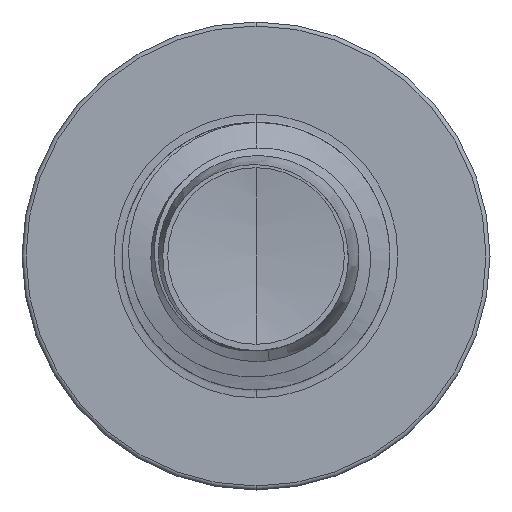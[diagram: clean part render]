
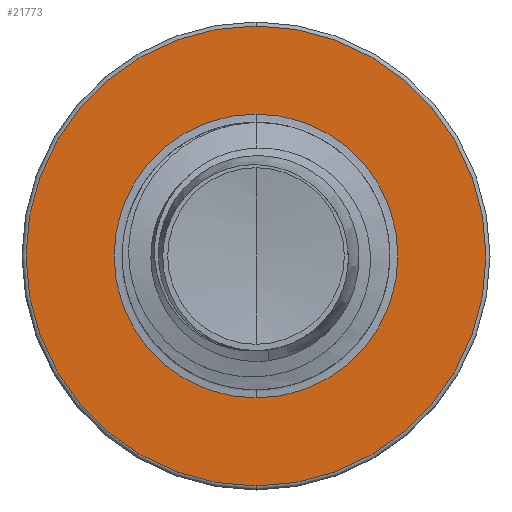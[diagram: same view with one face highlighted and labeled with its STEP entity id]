
A CAD part, front view. The second image highlights one B-rep face of the part: STEP entity #21773.
In plain terms, the highlighted planar face has unit normal (0, -1, 0).
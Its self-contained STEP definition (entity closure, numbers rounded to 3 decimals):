
#178 = ORIENTED_EDGE ( 'NONE', *, *, #2410, .T. ) ;
#847 = AXIS2_PLACEMENT_3D ( 'NONE', #7433, #20872, #9371 ) ;
#1683 = DIRECTION ( 'NONE',  ( 0., 0., 1. ) ) ;
#2410 = EDGE_CURVE ( 'NONE', #5043, #21672, #18452, .T. ) ;
#2479 = AXIS2_PLACEMENT_3D ( 'NONE', #21467, #20807, #21389 ) ;
#2693 = VERTEX_POINT ( 'NONE', #16909 ) ;
#3863 = PLANE ( 'NONE',  #17232 ) ;
#3950 = CIRCLE ( 'NONE', #2479, 5.16 ) ;
#4296 = CARTESIAN_POINT ( 'NONE',  ( 0., 16., -5.16 ) ) ;
#4339 = VERTEX_POINT ( 'NONE', #4296 ) ;
#4815 = CIRCLE ( 'NONE', #847, 5.16 ) ;
#5043 = VERTEX_POINT ( 'NONE', #8559 ) ;
#5242 = EDGE_CURVE ( 'NONE', #4339, #2693, #3950, .T. ) ;
#5431 = DIRECTION ( 'NONE',  ( 0., 1., 0. ) ) ;
#5437 = AXIS2_PLACEMENT_3D ( 'NONE', #7285, #5431, #1683 ) ;
#6863 = EDGE_CURVE ( 'NONE', #21672, #5043, #22726, .T. ) ;
#7285 = CARTESIAN_POINT ( 'NONE',  ( 0., 16., 0. ) ) ;
#7433 = CARTESIAN_POINT ( 'NONE',  ( 0., 16., 0. ) ) ;
#8559 = CARTESIAN_POINT ( 'NONE',  ( 0., 16., 3.186 ) ) ;
#9128 = CARTESIAN_POINT ( 'NONE',  ( 0., 16., -3.186 ) ) ;
#9371 = DIRECTION ( 'NONE',  ( 0., 0., 1. ) ) ;
#9540 = CARTESIAN_POINT ( 'NONE',  ( 0., 16., -3.186 ) ) ;
#9722 = EDGE_LOOP ( 'NONE', ( #17935, #13135 ) ) ;
#11474 = DIRECTION ( 'NONE',  ( 0., 1., 0. ) ) ;
#13135 = ORIENTED_EDGE ( 'NONE', *, *, #5242, .F. ) ;
#14603 = DIRECTION ( 'NONE',  ( 0., 0., 1. ) ) ;
#16909 = CARTESIAN_POINT ( 'NONE',  ( 0., 16., 5.16 ) ) ;
#17187 = ORIENTED_EDGE ( 'NONE', *, *, #6863, .T. ) ;
#17232 = AXIS2_PLACEMENT_3D ( 'NONE', #9540, #11474, #17348 ) ;
#17348 = DIRECTION ( 'NONE',  ( 0., 0., 1. ) ) ;
#17935 = ORIENTED_EDGE ( 'NONE', *, *, #24659, .F. ) ;
#17967 = DIRECTION ( 'NONE',  ( 0., 1., 0. ) ) ;
#18102 = FACE_BOUND ( 'NONE', #24218, .T. ) ;
#18146 = FACE_OUTER_BOUND ( 'NONE', #9722, .T. ) ;
#18452 = CIRCLE ( 'NONE', #5437, 3.186 ) ;
#19430 = CARTESIAN_POINT ( 'NONE',  ( 0., 16., 0. ) ) ;
#20807 = DIRECTION ( 'NONE',  ( 0., 1., 0. ) ) ;
#20872 = DIRECTION ( 'NONE',  ( 0., 1., 0. ) ) ;
#21389 = DIRECTION ( 'NONE',  ( 0., 0., 1. ) ) ;
#21467 = CARTESIAN_POINT ( 'NONE',  ( 0., 16., 0. ) ) ;
#21672 = VERTEX_POINT ( 'NONE', #9128 ) ;
#21690 = AXIS2_PLACEMENT_3D ( 'NONE', #19430, #17967, #14603 ) ;
#21773 = ADVANCED_FACE ( 'NONE', ( #18146, #18102 ), #3863, .F. ) ;
#22726 = CIRCLE ( 'NONE', #21690, 3.186 ) ;
#24218 = EDGE_LOOP ( 'NONE', ( #178, #17187 ) ) ;
#24659 = EDGE_CURVE ( 'NONE', #2693, #4339, #4815, .T. ) ;
